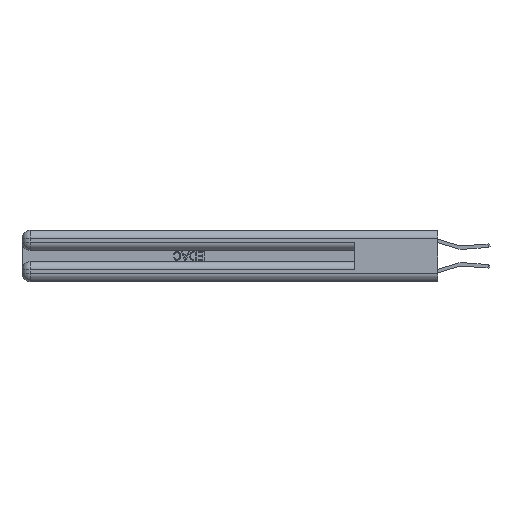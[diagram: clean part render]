
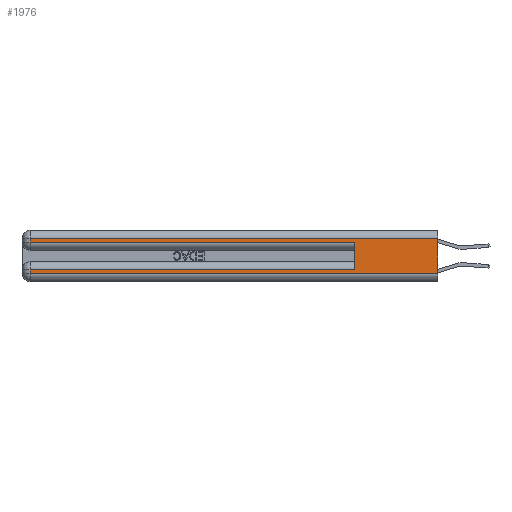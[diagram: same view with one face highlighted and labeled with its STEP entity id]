
A CAD part, left-side view. The second image highlights one B-rep face of the part: STEP entity #1976.
In plain terms, the highlighted planar face has unit normal (-1, 0, 0).
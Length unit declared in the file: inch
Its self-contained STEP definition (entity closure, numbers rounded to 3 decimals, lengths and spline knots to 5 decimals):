
#1976 = ADVANCED_FACE ( 'NONE', ( #16009 ), #22628, .F. ) ;
#2001 = ORIENTED_EDGE ( 'NONE', *, *, #15999, .T. ) ;
#2517 = DIRECTION ( 'NONE',  ( 1., 0., 0. ) ) ;
#2628 = CARTESIAN_POINT ( 'NONE',  ( 0., 0., 0.37 ) ) ;
#4855 = CARTESIAN_POINT ( 'NONE',  ( 0., 2.94, 0.37 ) ) ;
#5166 = ORIENTED_EDGE ( 'NONE', *, *, #21038, .T. ) ;
#5278 = ORIENTED_EDGE ( 'NONE', *, *, #19929, .T. ) ;
#5582 = LINE ( 'NONE', #13183, #30369 ) ;
#5880 = LINE ( 'NONE', #19368, #10675 ) ;
#6267 = EDGE_CURVE ( 'NONE', #25164, #18034, #5880, .T. ) ;
#6309 = CARTESIAN_POINT ( 'NONE',  ( 0., 2.94, 0.285 ) ) ;
#6852 = EDGE_CURVE ( 'NONE', #28961, #19058, #8787, .T. ) ;
#8325 = VECTOR ( 'NONE', #26706, 39.37008 ) ;
#8787 = LINE ( 'NONE', #4855, #26202 ) ;
#8884 = CARTESIAN_POINT ( 'NONE',  ( 0., 2.94, 0.085 ) ) ;
#9806 = ORIENTED_EDGE ( 'NONE', *, *, #22276, .T. ) ;
#9853 = VERTEX_POINT ( 'NONE', #29713 ) ;
#9921 = DIRECTION ( 'NONE',  ( 0., 0., -1. ) ) ;
#10675 = VECTOR ( 'NONE', #17262, 39.37008 ) ;
#10814 = CARTESIAN_POINT ( 'NONE',  ( 0., 0.6, 0.085 ) ) ;
#11517 = ORIENTED_EDGE ( 'NONE', *, *, #6852, .T. ) ;
#11849 = VECTOR ( 'NONE', #22574, 39.37008 ) ;
#12058 = VERTEX_POINT ( 'NONE', #10814 ) ;
#12418 = CARTESIAN_POINT ( 'NONE',  ( 0., 0., 0.31 ) ) ;
#12499 = LINE ( 'NONE', #18381, #20294 ) ;
#12662 = EDGE_CURVE ( 'NONE', #12879, #9853, #28163, .T. ) ;
#12683 = VERTEX_POINT ( 'NONE', #22866 ) ;
#12879 = VERTEX_POINT ( 'NONE', #8884 ) ;
#13183 = CARTESIAN_POINT ( 'NONE',  ( 0., 0., 0.06 ) ) ;
#13385 = DIRECTION ( 'NONE',  ( 0., -1., 0. ) ) ;
#14185 = LINE ( 'NONE', #17582, #16021 ) ;
#14619 = CARTESIAN_POINT ( 'NONE',  ( 0., 0., 0.06 ) ) ;
#15999 = EDGE_CURVE ( 'NONE', #25164, #28961, #22428, .T. ) ;
#16009 = FACE_OUTER_BOUND ( 'NONE', #21129, .T. ) ;
#16021 = VECTOR ( 'NONE', #19987, 39.37008 ) ;
#16244 = DIRECTION ( 'NONE',  ( 0., 1., 0. ) ) ;
#16732 = AXIS2_PLACEMENT_3D ( 'NONE', #2628, #2517, #19069 ) ;
#17262 = DIRECTION ( 'NONE',  ( 0., 0., -1. ) ) ;
#17442 = VECTOR ( 'NONE', #16244, 39.37008 ) ;
#17582 = CARTESIAN_POINT ( 'NONE',  ( 0., 0.6, 0.145 ) ) ;
#18034 = VERTEX_POINT ( 'NONE', #14619 ) ;
#18343 = CARTESIAN_POINT ( 'NONE',  ( 0., 0., 0.31 ) ) ;
#18381 = CARTESIAN_POINT ( 'NONE',  ( 0., 0., 0.285 ) ) ;
#19058 = VERTEX_POINT ( 'NONE', #6309 ) ;
#19069 = DIRECTION ( 'NONE',  ( 0., 0., -1. ) ) ;
#19368 = CARTESIAN_POINT ( 'NONE',  ( 0., 0., 0.37 ) ) ;
#19581 = ORIENTED_EDGE ( 'NONE', *, *, #12662, .T. ) ;
#19929 = EDGE_CURVE ( 'NONE', #12058, #12879, #29324, .T. ) ;
#19987 = DIRECTION ( 'NONE',  ( 0., 0., 1. ) ) ;
#20294 = VECTOR ( 'NONE', #22957, 39.37008 ) ;
#21038 = EDGE_CURVE ( 'NONE', #9853, #18034, #5582, .T. ) ;
#21129 = EDGE_LOOP ( 'NONE', ( #21257, #2001, #11517, #9806, #29055, #5278, #19581, #5166 ) ) ;
#21241 = CARTESIAN_POINT ( 'NONE',  ( 0., 0., 0.085 ) ) ;
#21257 = ORIENTED_EDGE ( 'NONE', *, *, #6267, .F. ) ;
#22138 = CARTESIAN_POINT ( 'NONE',  ( 0., 2.94, 0.31 ) ) ;
#22276 = EDGE_CURVE ( 'NONE', #19058, #12683, #12499, .T. ) ;
#22428 = LINE ( 'NONE', #12418, #8325 ) ;
#22574 = DIRECTION ( 'NONE',  ( 0., 0., -1. ) ) ;
#22628 = PLANE ( 'NONE',  #16732 ) ;
#22866 = CARTESIAN_POINT ( 'NONE',  ( 0., 0.6, 0.285 ) ) ;
#22957 = DIRECTION ( 'NONE',  ( 0., -1., 0. ) ) ;
#25164 = VERTEX_POINT ( 'NONE', #18343 ) ;
#26202 = VECTOR ( 'NONE', #9921, 39.37008 ) ;
#26706 = DIRECTION ( 'NONE',  ( 0., 1., 0. ) ) ;
#27703 = EDGE_CURVE ( 'NONE', #12058, #12683, #14185, .T. ) ;
#27723 = CARTESIAN_POINT ( 'NONE',  ( 0., 2.94, 0.37 ) ) ;
#28163 = LINE ( 'NONE', #27723, #11849 ) ;
#28961 = VERTEX_POINT ( 'NONE', #22138 ) ;
#29055 = ORIENTED_EDGE ( 'NONE', *, *, #27703, .F. ) ;
#29324 = LINE ( 'NONE', #21241, #17442 ) ;
#29713 = CARTESIAN_POINT ( 'NONE',  ( 0., 2.94, 0.06 ) ) ;
#30369 = VECTOR ( 'NONE', #13385, 39.37008 ) ;
